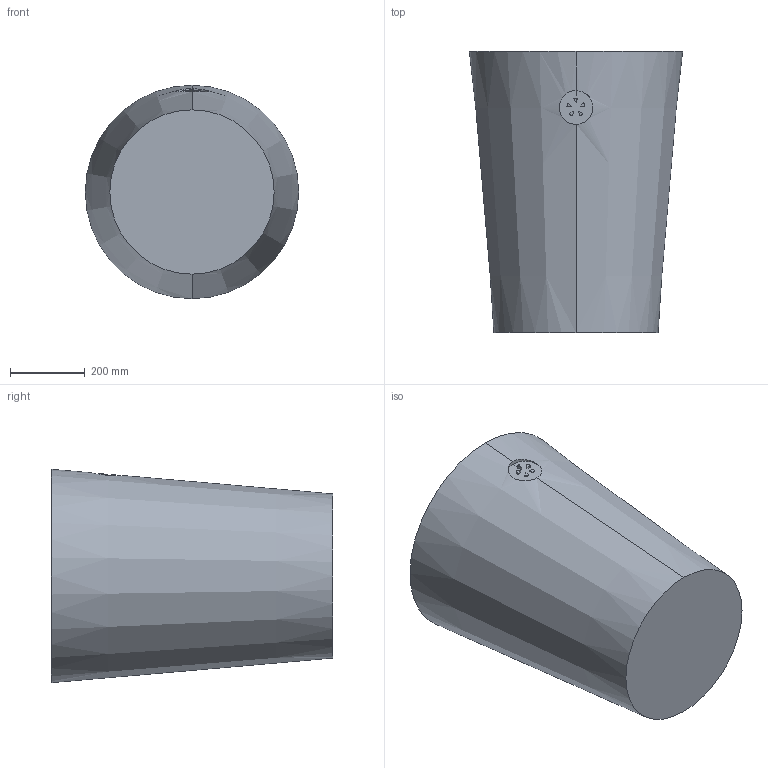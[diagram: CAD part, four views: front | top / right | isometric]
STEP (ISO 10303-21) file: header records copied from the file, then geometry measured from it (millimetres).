
FILE_DESCRIPTION (( 'STEP AP203' ), '1' );
FILE_NAME ('VEN57 075.STEP', '2020-06-01T10:11:09', ( 'admin' ), ( '' ), 'SwSTEP 2.0', 'SolidWorks 2019', '' );
FILE_SCHEMA (( 'CONFIG_CONTROL_DESIGN' ));
Length unit declared in the file: millimetre
Products named in the file (1): VEN57 075
Bounding box: 570 x 750.87 x 570 mm (x, y, z)
Volume: 13058453.1 mm3; surface area: 2636003.5 mm2
Topology: 1 solids, 1 shells, 33 faces, 73 edges, 47 vertices
Faces by surface type: plane 13, cone 12, cylinder 8
Entity records: 1163 total; most frequent: CARTESIAN_POINT 389, ORIENTED_EDGE 146, DIRECTION 136, EDGE_CURVE 73, AXIS2_PLACEMENT_3D 50, VERTEX_POINT 47, EDGE_LOOP 38, VECTOR 36
